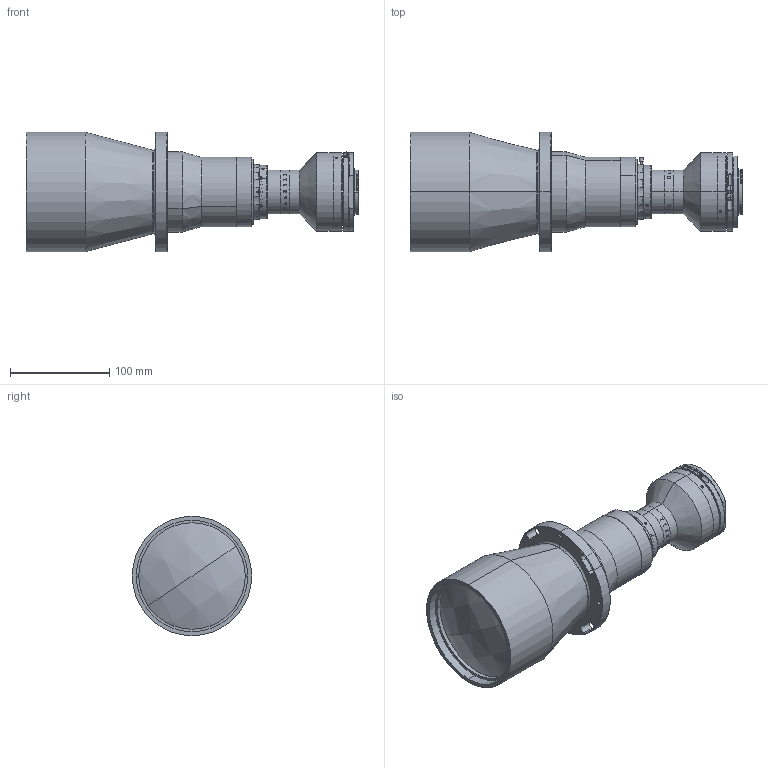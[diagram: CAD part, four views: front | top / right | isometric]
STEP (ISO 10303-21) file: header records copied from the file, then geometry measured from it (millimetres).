
FILE_DESCRIPTION (( 'STEP AP203' ), '1' );
FILE_NAME ('XF-PTL09229-F-VI.STEP', '2019-05-24T09:29:16', ( 'puyufan' ), ( '' ), 'SwSTEP 2.0', 'SolidWorks 2014', '' );
FILE_SCHEMA (( 'CONFIG_CONTROL_DESIGN' ));
Length unit declared in the file: millimetre
Products named in the file (1): XF-PTL09229-F-VI
Bounding box: 333.84 x 120 x 120 mm (x, y, z)
Surface area: 146026.7 mm2 (no closed solid volume)
Topology: 0 solids, 46 shells, 281 faces, 1404 edges, 1156 vertices
Faces by surface type: cylinder 152, plane 69, cone 40, torus 12, sphere 4, bspline 4
Entity records: 21960 total; most frequent: CARTESIAN_POINT 11342, DIRECTION 2077, ORIENTED_EDGE 1921, EDGE_CURVE 1398, VERTEX_POINT 1156, AXIS2_PLACEMENT_3D 814, CIRCLE 536, LINE 449
